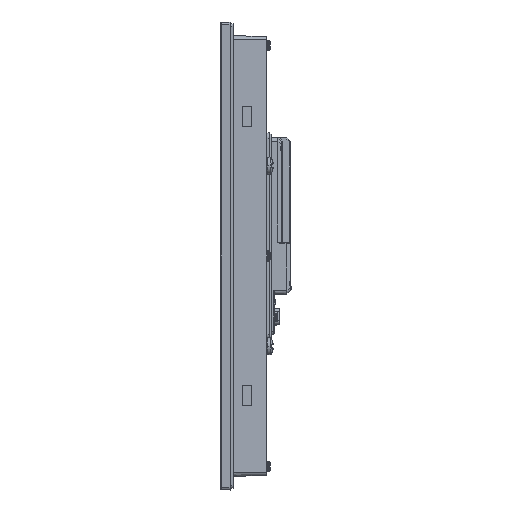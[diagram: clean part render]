
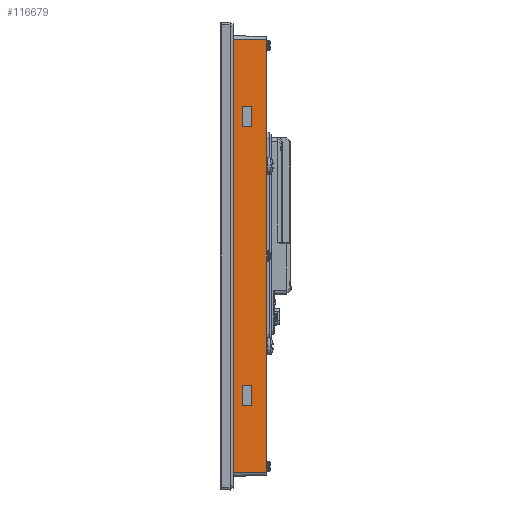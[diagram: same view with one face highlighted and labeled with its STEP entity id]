
A CAD part, left-side view. The second image highlights one B-rep face of the part: STEP entity #116679.
In plain terms, the highlighted planar face has unit normal (-1, -0.03, 0).
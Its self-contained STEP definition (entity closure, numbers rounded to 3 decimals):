
#15805=CARTESIAN_POINT('Vertex',(-190.367,12.483,252.82)) ;
#15860=CARTESIAN_POINT('Vertex',(-190.367,12.483,252.798)) ;
#15864=CARTESIAN_POINT('Control Point',(-190.367,12.483,252.798)) ;
#15865=CARTESIAN_POINT('Control Point',(-190.367,12.483,252.805)) ;
#15866=CARTESIAN_POINT('Control Point',(-190.367,12.483,252.813)) ;
#15867=CARTESIAN_POINT('Control Point',(-190.367,12.483,252.82)) ;
#16879=CARTESIAN_POINT('Vertex',(-190.367,12.483,13.62)) ;
#16893=CARTESIAN_POINT('Vertex',(-189.825,-5.781,13.62)) ;
#16896=CARTESIAN_POINT('Line Origine',(-15022.372,499754.788,13.62)) ;
#24268=CARTESIAN_POINT('Vertex',(-190.067,2.375,50.52)) ;
#24271=CARTESIAN_POINT('Line Origine',(-190.067,2.375,56.12)) ;
#24275=CARTESIAN_POINT('Vertex',(-190.067,2.375,61.72)) ;
#24306=CARTESIAN_POINT('Vertex',(-190.215,7.375,50.52)) ;
#24309=CARTESIAN_POINT('Line Origine',(-190.141,4.875,50.52)) ;
#24337=CARTESIAN_POINT('Vertex',(-190.215,7.375,61.72)) ;
#24340=CARTESIAN_POINT('Line Origine',(-190.215,7.375,56.12)) ;
#24362=CARTESIAN_POINT('Line Origine',(-190.141,4.875,61.72)) ;
#24392=CARTESIAN_POINT('Vertex',(-190.067,2.375,215.92)) ;
#24395=CARTESIAN_POINT('Line Origine',(-190.141,4.875,215.92)) ;
#24399=CARTESIAN_POINT('Vertex',(-190.215,7.375,215.92)) ;
#24430=CARTESIAN_POINT('Vertex',(-190.067,2.375,204.72)) ;
#24433=CARTESIAN_POINT('Line Origine',(-190.067,2.375,210.32)) ;
#24461=CARTESIAN_POINT('Vertex',(-190.215,7.375,204.72)) ;
#24464=CARTESIAN_POINT('Line Origine',(-190.141,4.875,204.72)) ;
#24486=CARTESIAN_POINT('Line Origine',(-190.215,7.375,210.32)) ;
#116545=CARTESIAN_POINT('Control Point',(-190.367,12.483,13.62)) ;
#116546=CARTESIAN_POINT('Control Point',(-190.367,12.483,13.627)) ;
#116547=CARTESIAN_POINT('Control Point',(-190.367,12.483,13.634)) ;
#116548=CARTESIAN_POINT('Control Point',(-190.367,12.483,13.641)) ;
#116549=CARTESIAN_POINT('Vertex',(-190.367,12.483,13.641)) ;
#116637=CARTESIAN_POINT('Axis2P3D Location',(-189.738,-8.684,277.349)) ;
#116642=CARTESIAN_POINT('Line Origine',(-190.367,12.483,133.22)) ;
#116647=CARTESIAN_POINT('Line Origine',(-189.825,-5.781,133.22)) ;
#116651=CARTESIAN_POINT('Vertex',(-189.825,-5.781,252.82)) ;
#116654=CARTESIAN_POINT('Line Origine',(-190.096,3.351,252.82)) ;
#16897=DIRECTION('Vector Direction',(-0.03,1.,0.)) ;
#24272=DIRECTION('Vector Direction',(0.,0.,1.)) ;
#24310=DIRECTION('Vector Direction',(0.03,-1.,0.)) ;
#24341=DIRECTION('Vector Direction',(0.,0.,-1.)) ;
#24363=DIRECTION('Vector Direction',(-0.03,1.,0.)) ;
#24396=DIRECTION('Vector Direction',(-0.03,1.,0.)) ;
#24434=DIRECTION('Vector Direction',(0.,0.,1.)) ;
#24465=DIRECTION('Vector Direction',(0.03,-1.,0.)) ;
#24487=DIRECTION('Vector Direction',(0.,0.,-1.)) ;
#116638=DIRECTION('Axis2P3D Direction',(-1.,-0.03,0.)) ;
#116639=DIRECTION('Axis2P3D XDirection',(-0.03,1.,0.)) ;
#116643=DIRECTION('Vector Direction',(0.,0.,1.)) ;
#116648=DIRECTION('Vector Direction',(0.,0.,1.)) ;
#116655=DIRECTION('Vector Direction',(0.03,-1.,0.)) ;
#116640=AXIS2_PLACEMENT_3D('Plane Axis2P3D',#116637,#116638,#116639) ;
#116660=ORIENTED_EDGE('',*,*,#15868,.F.) ;
#116661=ORIENTED_EDGE('',*,*,#116646,.F.) ;
#116662=ORIENTED_EDGE('',*,*,#116551,.F.) ;
#116663=ORIENTED_EDGE('',*,*,#16900,.T.) ;
#116664=ORIENTED_EDGE('',*,*,#116653,.T.) ;
#116665=ORIENTED_EDGE('',*,*,#116658,.F.) ;
#116668=ORIENTED_EDGE('',*,*,#24277,.F.) ;
#116669=ORIENTED_EDGE('',*,*,#24313,.F.) ;
#116670=ORIENTED_EDGE('',*,*,#24344,.F.) ;
#116671=ORIENTED_EDGE('',*,*,#24366,.F.) ;
#116674=ORIENTED_EDGE('',*,*,#24401,.F.) ;
#116675=ORIENTED_EDGE('',*,*,#24437,.F.) ;
#116676=ORIENTED_EDGE('',*,*,#24468,.F.) ;
#116677=ORIENTED_EDGE('',*,*,#24490,.F.) ;
#116672=FACE_BOUND('',#116667,.T.) ;
#116678=FACE_BOUND('',#116673,.T.) ;
#16898=VECTOR('Line Direction',#16897,1.) ;
#24273=VECTOR('Line Direction',#24272,1.) ;
#24311=VECTOR('Line Direction',#24310,1.) ;
#24342=VECTOR('Line Direction',#24341,1.) ;
#24364=VECTOR('Line Direction',#24363,1.) ;
#24397=VECTOR('Line Direction',#24396,1.) ;
#24435=VECTOR('Line Direction',#24434,1.) ;
#24466=VECTOR('Line Direction',#24465,1.) ;
#24488=VECTOR('Line Direction',#24487,1.) ;
#116644=VECTOR('Line Direction',#116643,1.) ;
#116649=VECTOR('Line Direction',#116648,1.) ;
#116656=VECTOR('Line Direction',#116655,1.) ;
#116679=ADVANCED_FACE('BREP_WITH_VOIDS #23',(#116666,#116672,#116678),#116641,.T.) ;
#15863=B_SPLINE_CURVE_WITH_KNOTS('',3,(#15864,#15865,#15866,#15867),.UNSPECIFIED.,.F.,.U.,(4,4),(0.,0.032),.UNSPECIFIED.) ;
#116544=B_SPLINE_CURVE_WITH_KNOTS('',3,(#116545,#116546,#116547,#116548),.UNSPECIFIED.,.F.,.U.,(4,4),(0.,0.032),.UNSPECIFIED.) ;
#15868=EDGE_CURVE('',#15861,#15806,#15863,.T.) ;
#16900=EDGE_CURVE('',#16880,#16894,#16899,.F.) ;
#24277=EDGE_CURVE('',#24269,#24276,#24274,.T.) ;
#24313=EDGE_CURVE('',#24307,#24269,#24312,.T.) ;
#24344=EDGE_CURVE('',#24338,#24307,#24343,.T.) ;
#24366=EDGE_CURVE('',#24276,#24338,#24365,.T.) ;
#24401=EDGE_CURVE('',#24393,#24400,#24398,.T.) ;
#24437=EDGE_CURVE('',#24431,#24393,#24436,.T.) ;
#24468=EDGE_CURVE('',#24462,#24431,#24467,.T.) ;
#24490=EDGE_CURVE('',#24400,#24462,#24489,.T.) ;
#116551=EDGE_CURVE('',#16880,#116550,#116544,.T.) ;
#116646=EDGE_CURVE('',#116550,#15861,#116645,.T.) ;
#116653=EDGE_CURVE('',#16894,#116652,#116650,.T.) ;
#116658=EDGE_CURVE('',#15806,#116652,#116657,.T.) ;
#116659=EDGE_LOOP('',(#116660,#116661,#116662,#116663,#116664,#116665)) ;
#116667=EDGE_LOOP('',(#116668,#116669,#116670,#116671)) ;
#116673=EDGE_LOOP('',(#116674,#116675,#116676,#116677)) ;
#116666=FACE_OUTER_BOUND('',#116659,.T.) ;
#16899=LINE('Line',#16896,#16898) ;
#24274=LINE('Line',#24271,#24273) ;
#24312=LINE('Line',#24309,#24311) ;
#24343=LINE('Line',#24340,#24342) ;
#24365=LINE('Line',#24362,#24364) ;
#24398=LINE('Line',#24395,#24397) ;
#24436=LINE('Line',#24433,#24435) ;
#24467=LINE('Line',#24464,#24466) ;
#24489=LINE('Line',#24486,#24488) ;
#116645=LINE('Line',#116642,#116644) ;
#116650=LINE('Line',#116647,#116649) ;
#116657=LINE('Line',#116654,#116656) ;
#116641=PLANE('Plane',#116640) ;
#15806=VERTEX_POINT('',#15805) ;
#15861=VERTEX_POINT('',#15860) ;
#16880=VERTEX_POINT('',#16879) ;
#16894=VERTEX_POINT('',#16893) ;
#24269=VERTEX_POINT('',#24268) ;
#24276=VERTEX_POINT('',#24275) ;
#24307=VERTEX_POINT('',#24306) ;
#24338=VERTEX_POINT('',#24337) ;
#24393=VERTEX_POINT('',#24392) ;
#24400=VERTEX_POINT('',#24399) ;
#24431=VERTEX_POINT('',#24430) ;
#24462=VERTEX_POINT('',#24461) ;
#116550=VERTEX_POINT('',#116549) ;
#116652=VERTEX_POINT('',#116651) ;
